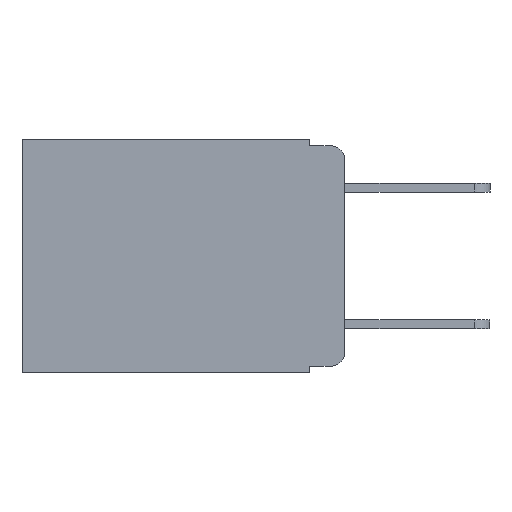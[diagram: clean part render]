
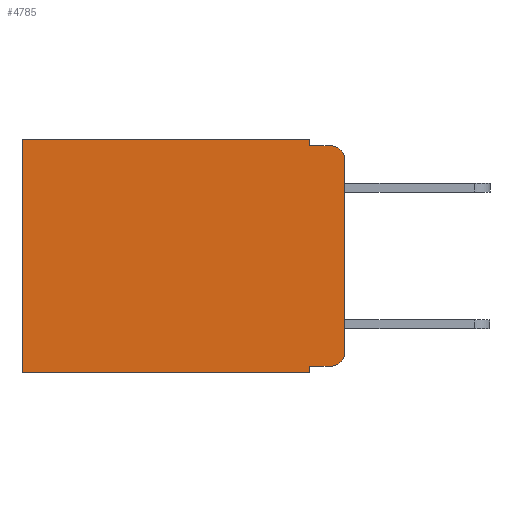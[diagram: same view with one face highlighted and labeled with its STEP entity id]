
A CAD part, left-side view. The second image highlights one B-rep face of the part: STEP entity #4785.
In plain terms, the highlighted planar face has unit normal (-1, 0, 0).
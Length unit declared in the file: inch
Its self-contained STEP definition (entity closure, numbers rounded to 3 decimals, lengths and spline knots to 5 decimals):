
#5 = VERTEX_POINT ( 'NONE', #7459 ) ;
#27 = VERTEX_POINT ( 'NONE', #10054 ) ;
#82 = VERTEX_POINT ( 'NONE', #6132 ) ;
#582 = AXIS2_PLACEMENT_3D ( 'NONE', #6928, #6904, #6903 ) ;
#608 = CARTESIAN_POINT ( 'NONE',  ( 0.298, 0.051, -0.333 ) ) ;
#630 = VECTOR ( 'NONE', #8150, 39.37008 ) ;
#707 = VECTOR ( 'NONE', #5318, 39.37008 ) ;
#957 = ORIENTED_EDGE ( 'NONE', *, *, #2459, .T. ) ;
#1050 = VERTEX_POINT ( 'NONE', #5040 ) ;
#1434 = EDGE_LOOP ( 'NONE', ( #1606, #2636, #3258, #3288, #2645, #2933, #3346, #3656, #957, #3736 ) ) ;
#1606 = ORIENTED_EDGE ( 'NONE', *, *, #4155, .F. ) ;
#1853 = VECTOR ( 'NONE', #2577, 39.37008 ) ;
#2226 = EDGE_CURVE ( 'NONE', #10652, #4317, #9701, .T. ) ;
#2459 = EDGE_CURVE ( 'NONE', #2781, #10652, #7712, .T. ) ;
#2546 = DIRECTION ( 'NONE',  ( 0., -1., 0. ) ) ;
#2577 = DIRECTION ( 'NONE',  ( 0., 0., -1. ) ) ;
#2636 = ORIENTED_EDGE ( 'NONE', *, *, #4088, .T. ) ;
#2642 = CARTESIAN_POINT ( 'NONE',  ( 0.298, 0.02, -0.01 ) ) ;
#2644 = CARTESIAN_POINT ( 'NONE',  ( 0.298, 0.051, -0.01 ) ) ;
#2645 = ORIENTED_EDGE ( 'NONE', *, *, #10120, .T. ) ;
#2781 = VERTEX_POINT ( 'NONE', #9804 ) ;
#2933 = ORIENTED_EDGE ( 'NONE', *, *, #4075, .T. ) ;
#2964 = EDGE_CURVE ( 'NONE', #2781, #27, #9315, .T. ) ;
#3019 = CARTESIAN_POINT ( 'NONE',  ( 0.298, 0., 0. ) ) ;
#3234 = VECTOR ( 'NONE', #6280, 39.37008 ) ;
#3258 = ORIENTED_EDGE ( 'NONE', *, *, #4122, .F. ) ;
#3288 = ORIENTED_EDGE ( 'NONE', *, *, #3328, .F. ) ;
#3328 = EDGE_CURVE ( 'NONE', #5495, #6877, #3517, .T. ) ;
#3346 = ORIENTED_EDGE ( 'NONE', *, *, #8752, .F. ) ;
#3517 = LINE ( 'NONE', #4149, #630 ) ;
#3568 = CARTESIAN_POINT ( 'NONE',  ( 0.298, 0.02, -0.313 ) ) ;
#3656 = ORIENTED_EDGE ( 'NONE', *, *, #2964, .F. ) ;
#3736 = ORIENTED_EDGE ( 'NONE', *, *, #2226, .T. ) ;
#4075 = EDGE_CURVE ( 'NONE', #5, #1050, #9773, .T. ) ;
#4088 = EDGE_CURVE ( 'NONE', #82, #8046, #10262, .T. ) ;
#4122 = EDGE_CURVE ( 'NONE', #6877, #8046, #11084, .T. ) ;
#4149 = CARTESIAN_POINT ( 'NONE',  ( 0.298, 0.051, 0. ) ) ;
#4155 = EDGE_CURVE ( 'NONE', #82, #4317, #4736, .T. ) ;
#4317 = VERTEX_POINT ( 'NONE', #10748 ) ;
#4443 = PLANE ( 'NONE',  #8639 ) ;
#4634 = CARTESIAN_POINT ( 'NONE',  ( 0.298, 0.051, 0. ) ) ;
#4709 = DIRECTION ( 'NONE',  ( 0., 0., -1. ) ) ;
#4736 = LINE ( 'NONE', #3019, #1853 ) ;
#4785 = ADVANCED_FACE ( 'NONE', ( #6971 ), #4443, .F. ) ;
#5040 = CARTESIAN_POINT ( 'NONE',  ( 0.298, 0.473, -0.343 ) ) ;
#5155 = CARTESIAN_POINT ( 'NONE',  ( 0.298, 0., -0.343 ) ) ;
#5318 = DIRECTION ( 'NONE',  ( 0., 1., 0. ) ) ;
#5473 = DIRECTION ( 'NONE',  ( 1., 0., 0. ) ) ;
#5495 = VERTEX_POINT ( 'NONE', #4634 ) ;
#5512 = VECTOR ( 'NONE', #4709, 39.37008 ) ;
#5620 = CARTESIAN_POINT ( 'NONE',  ( 0.298, 0.051, -0.01 ) ) ;
#6132 = CARTESIAN_POINT ( 'NONE',  ( 0.298, 0., -0.03 ) ) ;
#6152 = CARTESIAN_POINT ( 'NONE',  ( 0.298, 0., 0. ) ) ;
#6280 = DIRECTION ( 'NONE',  ( 0., -1., 0. ) ) ;
#6374 = LINE ( 'NONE', #5155, #10624 ) ;
#6461 = CARTESIAN_POINT ( 'NONE',  ( 0.298, 0., 0. ) ) ;
#6877 = VERTEX_POINT ( 'NONE', #5620 ) ;
#6903 = DIRECTION ( 'NONE',  ( 0., 0., -1. ) ) ;
#6904 = DIRECTION ( 'NONE',  ( -1., 0., 0. ) ) ;
#6928 = CARTESIAN_POINT ( 'NONE',  ( 0.298, 0.02, -0.03 ) ) ;
#6933 = VECTOR ( 'NONE', #2546, 39.37008 ) ;
#6971 = FACE_OUTER_BOUND ( 'NONE', #1434, .T. ) ;
#7213 = VECTOR ( 'NONE', #7739, 39.37008 ) ;
#7459 = CARTESIAN_POINT ( 'NONE',  ( 0.298, 0.473, 0. ) ) ;
#7712 = LINE ( 'NONE', #608, #3234 ) ;
#7739 = DIRECTION ( 'NONE',  ( 0., 0., -1. ) ) ;
#8011 = CARTESIAN_POINT ( 'NONE',  ( 0.298, 0.051, 0. ) ) ;
#8046 = VERTEX_POINT ( 'NONE', #2642 ) ;
#8150 = DIRECTION ( 'NONE',  ( 0., 0., -1. ) ) ;
#8639 = AXIS2_PLACEMENT_3D ( 'NONE', #6461, #5473, #11278 ) ;
#8752 = EDGE_CURVE ( 'NONE', #27, #1050, #6374, .T. ) ;
#8847 = AXIS2_PLACEMENT_3D ( 'NONE', #3568, #9497, #8910 ) ;
#8910 = DIRECTION ( 'NONE',  ( 0., 0., -1. ) ) ;
#9175 = DIRECTION ( 'NONE',  ( 0., 1., 0. ) ) ;
#9315 = LINE ( 'NONE', #8011, #7213 ) ;
#9497 = DIRECTION ( 'NONE',  ( -1., 0., 0. ) ) ;
#9595 = LINE ( 'NONE', #6152, #707 ) ;
#9701 = CIRCLE ( 'NONE', #8847, 0.02 ) ;
#9773 = LINE ( 'NONE', #10066, #5512 ) ;
#9804 = CARTESIAN_POINT ( 'NONE',  ( 0.298, 0.051, -0.333 ) ) ;
#10054 = CARTESIAN_POINT ( 'NONE',  ( 0.298, 0.051, -0.343 ) ) ;
#10066 = CARTESIAN_POINT ( 'NONE',  ( 0.298, 0.473, 0. ) ) ;
#10120 = EDGE_CURVE ( 'NONE', #5495, #5, #9595, .T. ) ;
#10123 = CARTESIAN_POINT ( 'NONE',  ( 0.298, 0.02, -0.333 ) ) ;
#10262 = CIRCLE ( 'NONE', #582, 0.02 ) ;
#10624 = VECTOR ( 'NONE', #9175, 39.37008 ) ;
#10652 = VERTEX_POINT ( 'NONE', #10123 ) ;
#10748 = CARTESIAN_POINT ( 'NONE',  ( 0.298, 0., -0.313 ) ) ;
#11084 = LINE ( 'NONE', #2644, #6933 ) ;
#11278 = DIRECTION ( 'NONE',  ( 0., 0., -1. ) ) ;
